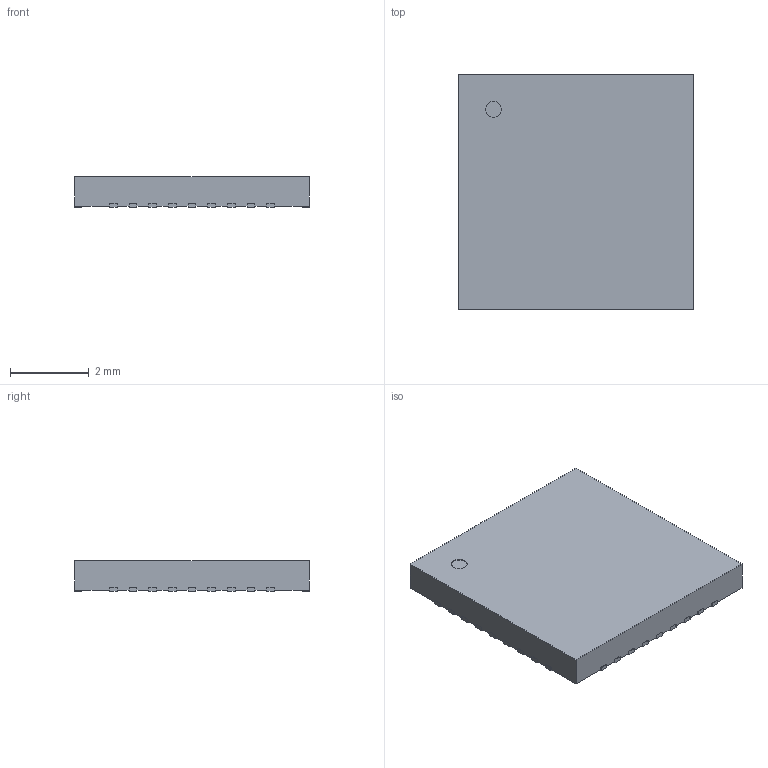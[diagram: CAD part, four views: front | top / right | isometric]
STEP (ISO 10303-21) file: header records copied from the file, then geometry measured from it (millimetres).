
FILE_DESCRIPTION(/* description */ ('model of Texas_S-PVQFN-N36'),/* implementation_level */ '2;1');
FILE_NAME(/* name */ 'Texas_S-PVQFN-N36.step',/* time_stamp */ '2018-11-08T21:32:34',/* author */ ('kicad StepUp','ksu'),/* organization */ ('FreeCAD'),/* preprocessor_version */ 'OCC',/* originating_system */ 'kicad StepUp',/* authorisation */ '');
FILE_SCHEMA(('AUTOMOTIVE_DESIGN { 1 0 10303 214 1 1 1 1 }'));
Length unit declared in the file: millimetre
Products named in the file (1): Texas_S_PVQFN_N36
Bounding box: 6 x 6 x 0.78 mm (x, y, z)
Volume: 26.8 mm3; surface area: 90.4 mm2
Topology: 1 solids, 1 shells, 224 faces, 663 edges, 442 vertices
Faces by surface type: plane 223, cylinder 1
Full cylindrical faces by diameter (mm): 0.4 x1
Entity records: 5073 total; most frequent: ORIENTED_EDGE 1140, CARTESIAN_POINT 771, EDGE_CURVE 663, LINE 625, VERTEX_POINT 442, AXIS2_PLACEMENT_3D 226, FACE_BOUND 225, EDGE_LOOP 225
